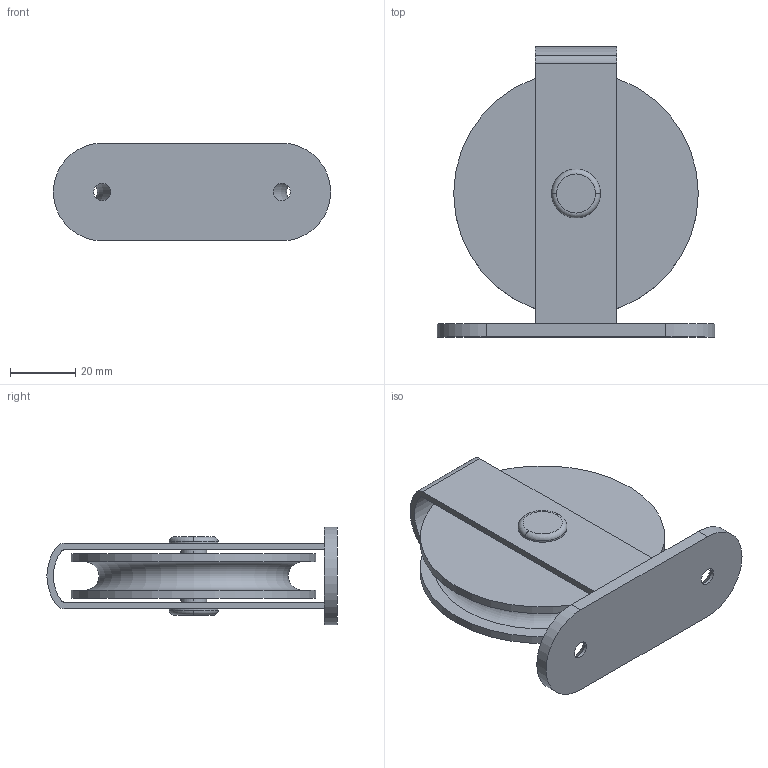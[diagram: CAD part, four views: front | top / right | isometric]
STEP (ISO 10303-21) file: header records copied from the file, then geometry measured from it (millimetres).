
FILE_DESCRIPTION((''),'2;1');
FILE_NAME('230562_ASM','2022-09-16T09:06:27',('PDMAdmin'),('BANNER ENGINEERING'),'CREO PARAMETRIC BY PTC INC, 2019292','CREO PARAMETRIC BY PTC INC, 2019292','');
FILE_SCHEMA(('CONFIG_CONTROL_DESIGN'));
Length unit declared in the file: millimetre
Products named in the file (2): 230562; 230562_ASM
Assembly tree (1 placements, depth 2):
  230562_ASM
    230562
Bounding box: 85 x 89 x 30 mm (x, y, z)
Volume: 65464.6 mm3; surface area: 29669.3 mm2
Topology: 1 solids, 1 shells, 50 faces, 130 edges, 88 vertices
Faces by surface type: cylinder 24, plane 16, torus 6, cone 4
Entity records: 1667 total; most frequent: DIRECTION 314, CARTESIAN_POINT 271, ORIENTED_EDGE 260, AXIS2_PLACEMENT_3D 131, EDGE_CURVE 130, VERTEX_POINT 88, CIRCLE 78, EDGE_LOOP 64
